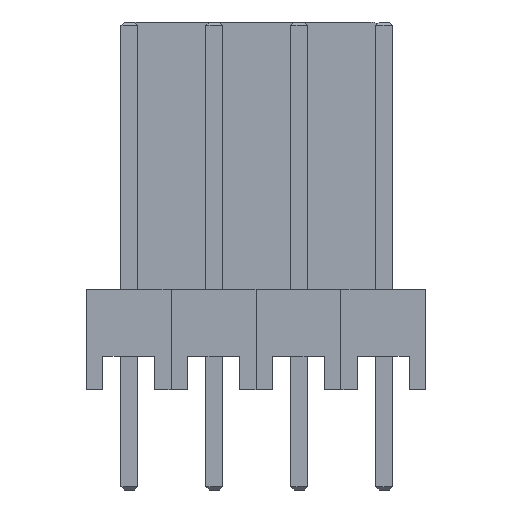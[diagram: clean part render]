
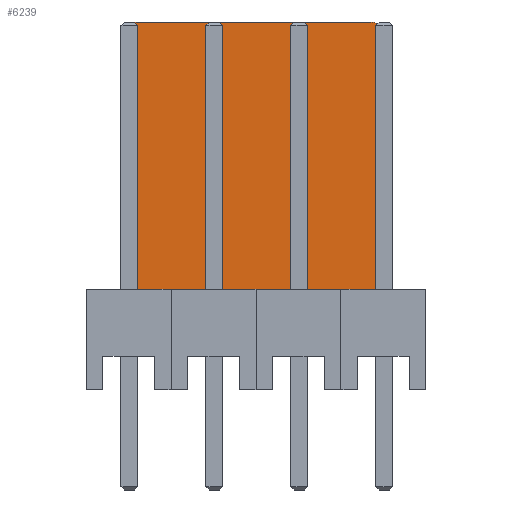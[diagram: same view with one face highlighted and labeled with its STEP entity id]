
A CAD part, front view. The second image highlights one B-rep face of the part: STEP entity #6239.
In plain terms, the highlighted face is planar.
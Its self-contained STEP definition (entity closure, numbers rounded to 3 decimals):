
#5889 = PLANE('',#5890);
#5890 = AXIS2_PLACEMENT_3D('',#5891,#5892,#5893);
#5891 = CARTESIAN_POINT('',(8.82,3.,0.));
#5892 = DIRECTION('',(-1.,0.,0.));
#5893 = DIRECTION('',(0.,1.,0.));
#5914 = VERTEX_POINT('',#5915);
#5915 = CARTESIAN_POINT('',(8.82,3.,1.));
#5929 = PLANE('',#5930);
#5930 = AXIS2_PLACEMENT_3D('',#5931,#5932,#5933);
#5931 = CARTESIAN_POINT('',(1.2,3.,0.));
#5932 = DIRECTION('',(0.,1.,0.));
#5933 = DIRECTION('',(1.,0.,0.));
#5941 = EDGE_CURVE('',#5914,#5942,#5944,.T.);
#5942 = VERTEX_POINT('',#5943);
#5943 = CARTESIAN_POINT('',(8.82,10.7,1.));
#5944 = SURFACE_CURVE('',#5945,(#5949,#5956),.PCURVE_S1.);
#5945 = LINE('',#5946,#5947);
#5946 = CARTESIAN_POINT('',(8.82,3.,1.));
#5947 = VECTOR('',#5948,1.);
#5948 = DIRECTION('',(0.,1.,0.));
#5949 = PCURVE('',#5889,#5950);
#5950 = DEFINITIONAL_REPRESENTATION('',(#5951),#5955);
#5951 = LINE('',#5952,#5953);
#5952 = CARTESIAN_POINT('',(0.,-1.));
#5953 = VECTOR('',#5954,1.);
#5954 = DIRECTION('',(1.,0.));
#5955 = ( GEOMETRIC_REPRESENTATION_CONTEXT(2) 
PARAMETRIC_REPRESENTATION_CONTEXT() REPRESENTATION_CONTEXT('2D SPACE',''
  ) );
#5956 = PCURVE('',#5957,#5962);
#5957 = PLANE('',#5958);
#5958 = AXIS2_PLACEMENT_3D('',#5959,#5960,#5961);
#5959 = CARTESIAN_POINT('',(8.82,3.,1.));
#5960 = DIRECTION('',(0.,0.,-1.));
#5961 = DIRECTION('',(0.,1.,0.));
#5962 = DEFINITIONAL_REPRESENTATION('',(#5963),#5967);
#5963 = LINE('',#5964,#5965);
#5964 = CARTESIAN_POINT('',(0.,0.));
#5965 = VECTOR('',#5966,1.);
#5966 = DIRECTION('',(1.,0.));
#5967 = ( GEOMETRIC_REPRESENTATION_CONTEXT(2) 
PARAMETRIC_REPRESENTATION_CONTEXT() REPRESENTATION_CONTEXT('2D SPACE',''
  ) );
#5983 = CYLINDRICAL_SURFACE('',#5984,0.3);
#5984 = AXIS2_PLACEMENT_3D('',#5985,#5986,#5987);
#5985 = CARTESIAN_POINT('',(8.52,10.7,0.));
#5986 = DIRECTION('',(0.,0.,1.));
#5987 = DIRECTION('',(1.,0.,-0.));
#6038 = PLANE('',#6039);
#6039 = AXIS2_PLACEMENT_3D('',#6040,#6041,#6042);
#6040 = CARTESIAN_POINT('',(1.2,11.,0.));
#6041 = DIRECTION('',(1.,0.,0.));
#6042 = DIRECTION('',(0.,-1.,0.));
#6071 = CYLINDRICAL_SURFACE('',#6072,0.3);
#6072 = AXIS2_PLACEMENT_3D('',#6073,#6074,#6075);
#6073 = CARTESIAN_POINT('',(1.5,10.7,0.));
#6074 = DIRECTION('',(0.,0.,1.));
#6075 = DIRECTION('',(-0.,1.,0.));
#6099 = PLANE('',#6100);
#6100 = AXIS2_PLACEMENT_3D('',#6101,#6102,#6103);
#6101 = CARTESIAN_POINT('',(8.82,11.,0.));
#6102 = DIRECTION('',(0.,-1.,0.));
#6103 = DIRECTION('',(-1.,0.,0.));
#6142 = VERTEX_POINT('',#6143);
#6143 = CARTESIAN_POINT('',(8.52,11.,1.));
#6164 = EDGE_CURVE('',#5942,#6142,#6165,.T.);
#6165 = SURFACE_CURVE('',#6166,(#6171,#6178),.PCURVE_S1.);
#6166 = CIRCLE('',#6167,0.3);
#6167 = AXIS2_PLACEMENT_3D('',#6168,#6169,#6170);
#6168 = CARTESIAN_POINT('',(8.52,10.7,1.));
#6169 = DIRECTION('',(0.,0.,1.));
#6170 = DIRECTION('',(0.,-1.,0.));
#6171 = PCURVE('',#5983,#6172);
#6172 = DEFINITIONAL_REPRESENTATION('',(#6173),#6177);
#6173 = LINE('',#6174,#6175);
#6174 = CARTESIAN_POINT('',(-1.571,1.));
#6175 = VECTOR('',#6176,1.);
#6176 = DIRECTION('',(1.,0.));
#6177 = ( GEOMETRIC_REPRESENTATION_CONTEXT(2) 
PARAMETRIC_REPRESENTATION_CONTEXT() REPRESENTATION_CONTEXT('2D SPACE',''
  ) );
#6178 = PCURVE('',#5957,#6179);
#6179 = DEFINITIONAL_REPRESENTATION('',(#6180),#6188);
#6180 = ( BOUNDED_CURVE() B_SPLINE_CURVE(2,(#6181,#6182,#6183,#6184,
#6185,#6186,#6187),.UNSPECIFIED.,.F.,.F.) B_SPLINE_CURVE_WITH_KNOTS((1,2
    ,2,2,2,1),(-2.094,0.,2.094,4.189,
6.283,8.378),.UNSPECIFIED.) CURVE() 
GEOMETRIC_REPRESENTATION_ITEM() RATIONAL_B_SPLINE_CURVE((1.,0.5,1.,0.5,
1.,0.5,1.)) REPRESENTATION_ITEM('') );
#6181 = CARTESIAN_POINT('',(7.4,-0.3));
#6182 = CARTESIAN_POINT('',(7.4,0.22));
#6183 = CARTESIAN_POINT('',(7.85,-0.04));
#6184 = CARTESIAN_POINT('',(8.3,-0.3));
#6185 = CARTESIAN_POINT('',(7.85,-0.56));
#6186 = CARTESIAN_POINT('',(7.4,-0.82));
#6187 = CARTESIAN_POINT('',(7.4,-0.3));
#6188 = ( GEOMETRIC_REPRESENTATION_CONTEXT(2) 
PARAMETRIC_REPRESENTATION_CONTEXT() REPRESENTATION_CONTEXT('2D SPACE',''
  ) );
#6195 = VERTEX_POINT('',#6196);
#6196 = CARTESIAN_POINT('',(1.2,3.,1.));
#6217 = EDGE_CURVE('',#6195,#5914,#6218,.T.);
#6218 = SURFACE_CURVE('',#6219,(#6223,#6230),.PCURVE_S1.);
#6219 = LINE('',#6220,#6221);
#6220 = CARTESIAN_POINT('',(1.2,3.,1.));
#6221 = VECTOR('',#6222,1.);
#6222 = DIRECTION('',(1.,0.,0.));
#6223 = PCURVE('',#5929,#6224);
#6224 = DEFINITIONAL_REPRESENTATION('',(#6225),#6229);
#6225 = LINE('',#6226,#6227);
#6226 = CARTESIAN_POINT('',(0.,-1.));
#6227 = VECTOR('',#6228,1.);
#6228 = DIRECTION('',(1.,0.));
#6229 = ( GEOMETRIC_REPRESENTATION_CONTEXT(2) 
PARAMETRIC_REPRESENTATION_CONTEXT() REPRESENTATION_CONTEXT('2D SPACE',''
  ) );
#6230 = PCURVE('',#5957,#6231);
#6231 = DEFINITIONAL_REPRESENTATION('',(#6232),#6236);
#6232 = LINE('',#6233,#6234);
#6233 = CARTESIAN_POINT('',(0.,-7.62));
#6234 = VECTOR('',#6235,1.);
#6235 = DIRECTION('',(0.,1.));
#6236 = ( GEOMETRIC_REPRESENTATION_CONTEXT(2) 
PARAMETRIC_REPRESENTATION_CONTEXT() REPRESENTATION_CONTEXT('2D SPACE',''
  ) );
#6239 = ADVANCED_FACE('',(#6240),#5957,.F.);
#6240 = FACE_BOUND('',#6241,.F.);
#6241 = EDGE_LOOP('',(#6242,#6243,#6244,#6267,#6295,#6316));
#6242 = ORIENTED_EDGE('',*,*,#5941,.F.);
#6243 = ORIENTED_EDGE('',*,*,#6217,.F.);
#6244 = ORIENTED_EDGE('',*,*,#6245,.F.);
#6245 = EDGE_CURVE('',#6246,#6195,#6248,.T.);
#6246 = VERTEX_POINT('',#6247);
#6247 = CARTESIAN_POINT('',(1.2,10.7,1.));
#6248 = SURFACE_CURVE('',#6249,(#6253,#6260),.PCURVE_S1.);
#6249 = LINE('',#6250,#6251);
#6250 = CARTESIAN_POINT('',(1.2,11.,1.));
#6251 = VECTOR('',#6252,1.);
#6252 = DIRECTION('',(0.,-1.,0.));
#6253 = PCURVE('',#5957,#6254);
#6254 = DEFINITIONAL_REPRESENTATION('',(#6255),#6259);
#6255 = LINE('',#6256,#6257);
#6256 = CARTESIAN_POINT('',(8.,-7.62));
#6257 = VECTOR('',#6258,1.);
#6258 = DIRECTION('',(-1.,0.));
#6259 = ( GEOMETRIC_REPRESENTATION_CONTEXT(2) 
PARAMETRIC_REPRESENTATION_CONTEXT() REPRESENTATION_CONTEXT('2D SPACE',''
  ) );
#6260 = PCURVE('',#6038,#6261);
#6261 = DEFINITIONAL_REPRESENTATION('',(#6262),#6266);
#6262 = LINE('',#6263,#6264);
#6263 = CARTESIAN_POINT('',(0.,-1.));
#6264 = VECTOR('',#6265,1.);
#6265 = DIRECTION('',(1.,0.));
#6266 = ( GEOMETRIC_REPRESENTATION_CONTEXT(2) 
PARAMETRIC_REPRESENTATION_CONTEXT() REPRESENTATION_CONTEXT('2D SPACE',''
  ) );
#6267 = ORIENTED_EDGE('',*,*,#6268,.F.);
#6268 = EDGE_CURVE('',#6269,#6246,#6271,.T.);
#6269 = VERTEX_POINT('',#6270);
#6270 = CARTESIAN_POINT('',(1.5,11.,1.));
#6271 = SURFACE_CURVE('',#6272,(#6277,#6288),.PCURVE_S1.);
#6272 = CIRCLE('',#6273,0.3);
#6273 = AXIS2_PLACEMENT_3D('',#6274,#6275,#6276);
#6274 = CARTESIAN_POINT('',(1.5,10.7,1.));
#6275 = DIRECTION('',(0.,0.,1.));
#6276 = DIRECTION('',(0.,-1.,0.));
#6277 = PCURVE('',#5957,#6278);
#6278 = DEFINITIONAL_REPRESENTATION('',(#6279),#6287);
#6279 = ( BOUNDED_CURVE() B_SPLINE_CURVE(2,(#6280,#6281,#6282,#6283,
#6284,#6285,#6286),.UNSPECIFIED.,.F.,.F.) B_SPLINE_CURVE_WITH_KNOTS((1,2
    ,2,2,2,1),(-2.094,0.,2.094,4.189,
6.283,8.378),.UNSPECIFIED.) CURVE() 
GEOMETRIC_REPRESENTATION_ITEM() RATIONAL_B_SPLINE_CURVE((1.,0.5,1.,0.5,
1.,0.5,1.)) REPRESENTATION_ITEM('') );
#6280 = CARTESIAN_POINT('',(7.4,-7.32));
#6281 = CARTESIAN_POINT('',(7.4,-6.8));
#6282 = CARTESIAN_POINT('',(7.85,-7.06));
#6283 = CARTESIAN_POINT('',(8.3,-7.32));
#6284 = CARTESIAN_POINT('',(7.85,-7.58));
#6285 = CARTESIAN_POINT('',(7.4,-7.84));
#6286 = CARTESIAN_POINT('',(7.4,-7.32));
#6287 = ( GEOMETRIC_REPRESENTATION_CONTEXT(2) 
PARAMETRIC_REPRESENTATION_CONTEXT() REPRESENTATION_CONTEXT('2D SPACE',''
  ) );
#6288 = PCURVE('',#6071,#6289);
#6289 = DEFINITIONAL_REPRESENTATION('',(#6290),#6294);
#6290 = LINE('',#6291,#6292);
#6291 = CARTESIAN_POINT('',(-3.142,1.));
#6292 = VECTOR('',#6293,1.);
#6293 = DIRECTION('',(1.,0.));
#6294 = ( GEOMETRIC_REPRESENTATION_CONTEXT(2) 
PARAMETRIC_REPRESENTATION_CONTEXT() REPRESENTATION_CONTEXT('2D SPACE',''
  ) );
#6295 = ORIENTED_EDGE('',*,*,#6296,.F.);
#6296 = EDGE_CURVE('',#6142,#6269,#6297,.T.);
#6297 = SURFACE_CURVE('',#6298,(#6302,#6309),.PCURVE_S1.);
#6298 = LINE('',#6299,#6300);
#6299 = CARTESIAN_POINT('',(8.82,11.,1.));
#6300 = VECTOR('',#6301,1.);
#6301 = DIRECTION('',(-1.,0.,0.));
#6302 = PCURVE('',#5957,#6303);
#6303 = DEFINITIONAL_REPRESENTATION('',(#6304),#6308);
#6304 = LINE('',#6305,#6306);
#6305 = CARTESIAN_POINT('',(8.,0.));
#6306 = VECTOR('',#6307,1.);
#6307 = DIRECTION('',(0.,-1.));
#6308 = ( GEOMETRIC_REPRESENTATION_CONTEXT(2) 
PARAMETRIC_REPRESENTATION_CONTEXT() REPRESENTATION_CONTEXT('2D SPACE',''
  ) );
#6309 = PCURVE('',#6099,#6310);
#6310 = DEFINITIONAL_REPRESENTATION('',(#6311),#6315);
#6311 = LINE('',#6312,#6313);
#6312 = CARTESIAN_POINT('',(0.,-1.));
#6313 = VECTOR('',#6314,1.);
#6314 = DIRECTION('',(1.,0.));
#6315 = ( GEOMETRIC_REPRESENTATION_CONTEXT(2) 
PARAMETRIC_REPRESENTATION_CONTEXT() REPRESENTATION_CONTEXT('2D SPACE',''
  ) );
#6316 = ORIENTED_EDGE('',*,*,#6164,.F.);
